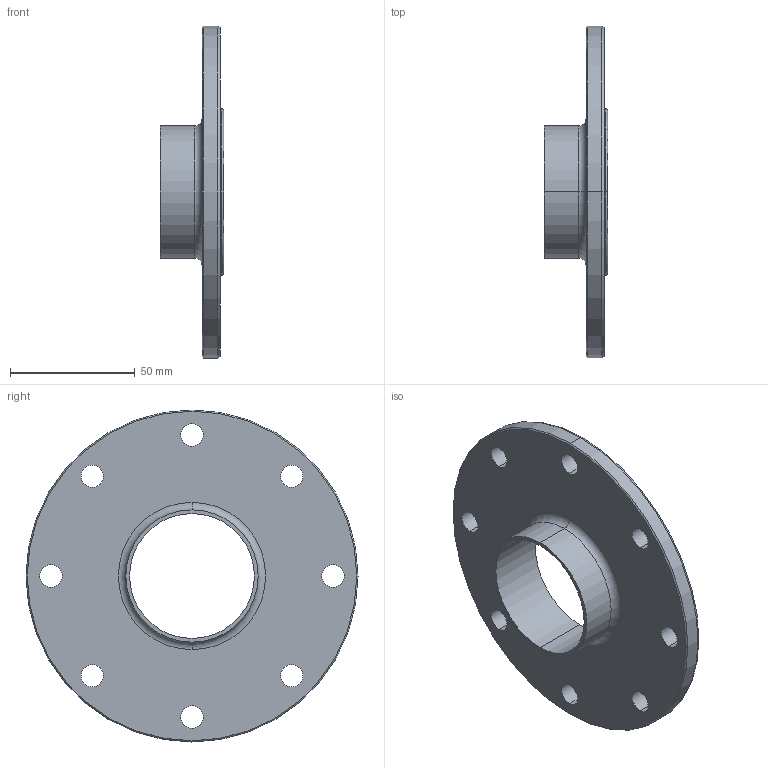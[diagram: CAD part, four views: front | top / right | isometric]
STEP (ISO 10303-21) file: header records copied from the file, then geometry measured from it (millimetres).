
FILE_DESCRIPTION (( 'STEP AP203' ), '1' );
FILE_NAME ('3D_M2286P_53x1.5_174131040.STEP', '2024-09-05T13:18:41', ( '' ), ( '' ), 'SwSTEP 2.0', 'SolidWorks 2024', '' );
FILE_SCHEMA (( 'CONFIG_CONTROL_DESIGN' ));
Length unit declared in the file: millimetre
Products named in the file (1): 3D_M2286P_53x1.5_174131040
Bounding box: 25.5 x 133 x 133 mm (x, y, z)
Volume: 85510.4 mm3; surface area: 34276 mm2
Topology: 1 solids, 1 shells, 39 faces, 94 edges, 60 vertices
Faces by surface type: cylinder 24, torus 6, plane 5, cone 4
Entity records: 1283 total; most frequent: DIRECTION 240, CARTESIAN_POINT 194, ORIENTED_EDGE 188, AXIS2_PLACEMENT_3D 106, EDGE_CURVE 94, CIRCLE 66, EDGE_LOOP 60, VERTEX_POINT 60
